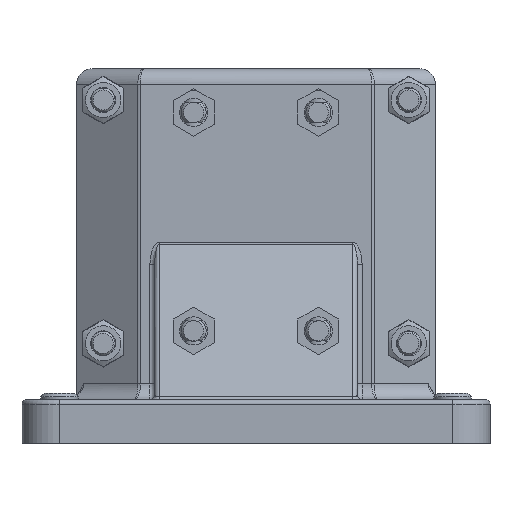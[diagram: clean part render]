
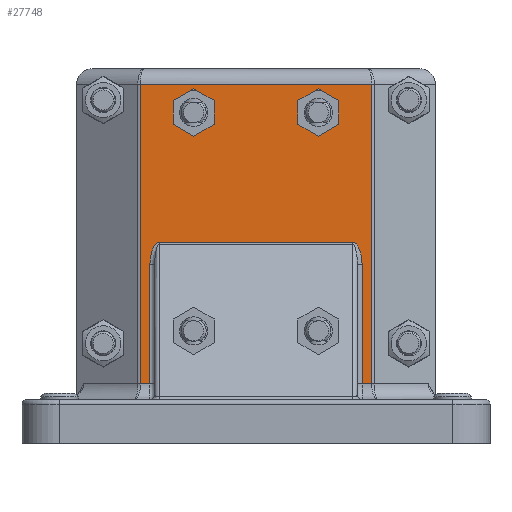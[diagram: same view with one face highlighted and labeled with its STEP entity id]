
A CAD part, front view. The second image highlights one B-rep face of the part: STEP entity #27748.
In plain terms, the highlighted planar face has unit normal (0, -1, 0).
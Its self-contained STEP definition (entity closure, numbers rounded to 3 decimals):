
#27100=CARTESIAN_POINT('',(-31.,-15.5,64.328));
#27101=VERTEX_POINT('',#27100);
#27102=CARTESIAN_POINT('',(-34.0,-15.5,57.15));
#27103=VERTEX_POINT('',#27102);
#27104=CARTESIAN_POINT('',(-31.,-15.5,57.15));
#27105=DIRECTION('',(0.0,-1.0,0.0));
#27106=DIRECTION('',(0.0,0.0,1.0));
#27107=AXIS2_PLACEMENT_3D('',#27104,#27105,#27106);
#27108=ELLIPSE('',#27107,7.179,3.);
#27109=EDGE_CURVE('',#27101,#27103,#27108,.T.);
#27209=CARTESIAN_POINT('',(-34.0,-15.5,19.0));
#27210=VERTEX_POINT('',#27209);
#27227=CARTESIAN_POINT('',(-34.0,-15.5,57.15));
#27228=DIRECTION('',(0.0,0.0,-1.0));
#27229=VECTOR('',#27228,38.15);
#27230=LINE('',#27227,#27229);
#27231=EDGE_CURVE('',#27103,#27210,#27230,.T.);
#27318=CARTESIAN_POINT('',(34.0,-15.5,57.15));
#27319=VERTEX_POINT('',#27318);
#27320=CARTESIAN_POINT('',(31.,-15.5,64.328));
#27321=VERTEX_POINT('',#27320);
#27322=CARTESIAN_POINT('',(31.,-15.5,57.15));
#27323=DIRECTION('',(0.0,-1.0,0.0));
#27324=DIRECTION('',(0.0,0.0,1.0));
#27325=AXIS2_PLACEMENT_3D('',#27322,#27323,#27324);
#27326=ELLIPSE('',#27325,7.179,3.);
#27327=EDGE_CURVE('',#27319,#27321,#27326,.T.);
#27363=CARTESIAN_POINT('',(31.,-15.5,64.328));
#27364=DIRECTION('',(-1.0,0.0,0.0));
#27365=VECTOR('',#27364,62.0);
#27366=LINE('',#27363,#27365);
#27367=EDGE_CURVE('',#27321,#27101,#27366,.T.);
#27482=CARTESIAN_POINT('',(34.0,-15.5,19.0));
#27483=VERTEX_POINT('',#27482);
#27538=CARTESIAN_POINT('',(34.0,-15.5,19.0));
#27539=DIRECTION('',(0.0,0.0,1.0));
#27540=VECTOR('',#27539,38.15);
#27541=LINE('',#27538,#27540);
#27542=EDGE_CURVE('',#27483,#27319,#27541,.T.);
#27598=CARTESIAN_POINT('',(37.5,-15.5,14.));
#27599=DIRECTION('',(0.0,-1.0,0.0));
#27600=DIRECTION('',(0.0,0.0,-1.0));
#27601=AXIS2_PLACEMENT_3D('',#27598,#27599,#27600);
#27602=PLANE('',#27601);
#27603=ORIENTED_EDGE('',*,*,#27231,.F.);
#27604=ORIENTED_EDGE('',*,*,#27109,.F.);
#27605=ORIENTED_EDGE('',*,*,#27367,.F.);
#27606=ORIENTED_EDGE('',*,*,#27327,.F.);
#27607=ORIENTED_EDGE('',*,*,#27542,.F.);
#27608=CARTESIAN_POINT('',(37.027,-15.5,19.0));
#27609=VERTEX_POINT('',#27608);
#27610=CARTESIAN_POINT('',(37.027,-15.5,19.0));
#27611=DIRECTION('',(-1.0,0.0,0.0));
#27612=VECTOR('',#27611,3.027);
#27613=LINE('',#27610,#27612);
#27614=EDGE_CURVE('',#27609,#27483,#27613,.T.);
#27615=ORIENTED_EDGE('',*,*,#27614,.F.);
#27616=CARTESIAN_POINT('',(37.027,-15.5,115.));
#27617=VERTEX_POINT('',#27616);
#27618=CARTESIAN_POINT('',(37.027,-15.5,115.));
#27619=DIRECTION('',(0.0,0.0,-1.0));
#27620=VECTOR('',#27619,96.);
#27621=LINE('',#27618,#27620);
#27622=EDGE_CURVE('',#27617,#27609,#27621,.T.);
#27623=ORIENTED_EDGE('',*,*,#27622,.F.);
#27624=CARTESIAN_POINT('',(-37.027,-15.5,115.));
#27625=VERTEX_POINT('',#27624);
#27626=CARTESIAN_POINT('',(-37.027,-15.5,115.));
#27627=DIRECTION('',(1.0,0.0,0.0));
#27628=VECTOR('',#27627,74.054);
#27629=LINE('',#27626,#27628);
#27630=EDGE_CURVE('',#27625,#27617,#27629,.T.);
#27631=ORIENTED_EDGE('',*,*,#27630,.F.);
#27632=CARTESIAN_POINT('',(-37.027,-15.5,19.0));
#27633=VERTEX_POINT('',#27632);
#27634=CARTESIAN_POINT('',(-37.027,-15.5,19.0));
#27635=DIRECTION('',(0.0,0.0,1.0));
#27636=VECTOR('',#27635,96.);
#27637=LINE('',#27634,#27636);
#27638=EDGE_CURVE('',#27633,#27625,#27637,.T.);
#27639=ORIENTED_EDGE('',*,*,#27638,.F.);
#27640=CARTESIAN_POINT('',(-34.0,-15.5,19.0));
#27641=DIRECTION('',(-1.0,0.0,0.0));
#27642=VECTOR('',#27641,3.027);
#27643=LINE('',#27640,#27642);
#27644=EDGE_CURVE('',#27210,#27633,#27643,.T.);
#27645=ORIENTED_EDGE('',*,*,#27644,.F.);
#27646=EDGE_LOOP('',(#27603,#27604,#27605,#27606,#27607,#27615,#27623,#27631,#27639,#27645));
#27647=FACE_OUTER_BOUND('',#27646,.T.);
#27648=CARTESIAN_POINT('',(-26.6,-15.5,109.811));
#27649=VERTEX_POINT('',#27648);
#27650=CARTESIAN_POINT('',(-20.,-15.5,113.621));
#27651=VERTEX_POINT('',#27650);
#27652=CARTESIAN_POINT('',(-26.6,-15.5,109.811));
#27653=DIRECTION('',(0.866,0.0,0.5));
#27654=VECTOR('',#27653,7.621);
#27655=LINE('',#27652,#27654);
#27656=EDGE_CURVE('',#27649,#27651,#27655,.T.);
#27657=ORIENTED_EDGE('',*,*,#27656,.T.);
#27658=CARTESIAN_POINT('',(-13.4,-15.5,109.811));
#27659=VERTEX_POINT('',#27658);
#27660=CARTESIAN_POINT('',(-20.,-15.5,113.621));
#27661=DIRECTION('',(0.866,0.0,-0.5));
#27662=VECTOR('',#27661,7.621);
#27663=LINE('',#27660,#27662);
#27664=EDGE_CURVE('',#27651,#27659,#27663,.T.);
#27665=ORIENTED_EDGE('',*,*,#27664,.T.);
#27666=CARTESIAN_POINT('',(-13.4,-15.5,102.189));
#27667=VERTEX_POINT('',#27666);
#27668=CARTESIAN_POINT('',(-13.4,-15.5,109.811));
#27669=DIRECTION('',(0.0,0.0,-1.0));
#27670=VECTOR('',#27669,7.621);
#27671=LINE('',#27668,#27670);
#27672=EDGE_CURVE('',#27659,#27667,#27671,.T.);
#27673=ORIENTED_EDGE('',*,*,#27672,.T.);
#27674=CARTESIAN_POINT('',(-20.,-15.5,98.379));
#27675=VERTEX_POINT('',#27674);
#27676=CARTESIAN_POINT('',(-13.4,-15.5,102.189));
#27677=DIRECTION('',(-0.866,0.0,-0.5));
#27678=VECTOR('',#27677,7.621);
#27679=LINE('',#27676,#27678);
#27680=EDGE_CURVE('',#27667,#27675,#27679,.T.);
#27681=ORIENTED_EDGE('',*,*,#27680,.T.);
#27682=CARTESIAN_POINT('',(-26.6,-15.5,102.189));
#27683=VERTEX_POINT('',#27682);
#27684=CARTESIAN_POINT('',(-20.,-15.5,98.379));
#27685=DIRECTION('',(-0.866,0.0,0.5));
#27686=VECTOR('',#27685,7.621);
#27687=LINE('',#27684,#27686);
#27688=EDGE_CURVE('',#27675,#27683,#27687,.T.);
#27689=ORIENTED_EDGE('',*,*,#27688,.T.);
#27690=CARTESIAN_POINT('',(-26.6,-15.5,102.189));
#27691=DIRECTION('',(0.0,0.0,1.0));
#27692=VECTOR('',#27691,7.621);
#27693=LINE('',#27690,#27692);
#27694=EDGE_CURVE('',#27683,#27649,#27693,.T.);
#27695=ORIENTED_EDGE('',*,*,#27694,.T.);
#27696=EDGE_LOOP('',(#27657,#27665,#27673,#27681,#27689,#27695));
#27697=FACE_BOUND('',#27696,.T.);
#27698=CARTESIAN_POINT('',(13.4,-15.5,109.811));
#27699=VERTEX_POINT('',#27698);
#27700=CARTESIAN_POINT('',(20.,-15.5,113.621));
#27701=VERTEX_POINT('',#27700);
#27702=CARTESIAN_POINT('',(13.4,-15.5,109.811));
#27703=DIRECTION('',(0.866,0.0,0.5));
#27704=VECTOR('',#27703,7.621);
#27705=LINE('',#27702,#27704);
#27706=EDGE_CURVE('',#27699,#27701,#27705,.T.);
#27707=ORIENTED_EDGE('',*,*,#27706,.T.);
#27708=CARTESIAN_POINT('',(26.6,-15.5,109.811));
#27709=VERTEX_POINT('',#27708);
#27710=CARTESIAN_POINT('',(20.,-15.5,113.621));
#27711=DIRECTION('',(0.866,0.0,-0.5));
#27712=VECTOR('',#27711,7.621);
#27713=LINE('',#27710,#27712);
#27714=EDGE_CURVE('',#27701,#27709,#27713,.T.);
#27715=ORIENTED_EDGE('',*,*,#27714,.T.);
#27716=CARTESIAN_POINT('',(26.6,-15.5,102.189));
#27717=VERTEX_POINT('',#27716);
#27718=CARTESIAN_POINT('',(26.6,-15.5,109.811));
#27719=DIRECTION('',(0.0,0.0,-1.0));
#27720=VECTOR('',#27719,7.621);
#27721=LINE('',#27718,#27720);
#27722=EDGE_CURVE('',#27709,#27717,#27721,.T.);
#27723=ORIENTED_EDGE('',*,*,#27722,.T.);
#27724=CARTESIAN_POINT('',(20.,-15.5,98.379));
#27725=VERTEX_POINT('',#27724);
#27726=CARTESIAN_POINT('',(26.6,-15.5,102.189));
#27727=DIRECTION('',(-0.866,0.0,-0.5));
#27728=VECTOR('',#27727,7.621);
#27729=LINE('',#27726,#27728);
#27730=EDGE_CURVE('',#27717,#27725,#27729,.T.);
#27731=ORIENTED_EDGE('',*,*,#27730,.T.);
#27732=CARTESIAN_POINT('',(13.4,-15.5,102.189));
#27733=VERTEX_POINT('',#27732);
#27734=CARTESIAN_POINT('',(20.,-15.5,98.379));
#27735=DIRECTION('',(-0.866,0.0,0.5));
#27736=VECTOR('',#27735,7.621);
#27737=LINE('',#27734,#27736);
#27738=EDGE_CURVE('',#27725,#27733,#27737,.T.);
#27739=ORIENTED_EDGE('',*,*,#27738,.T.);
#27740=CARTESIAN_POINT('',(13.4,-15.5,102.189));
#27741=DIRECTION('',(0.0,0.0,1.0));
#27742=VECTOR('',#27741,7.621);
#27743=LINE('',#27740,#27742);
#27744=EDGE_CURVE('',#27733,#27699,#27743,.T.);
#27745=ORIENTED_EDGE('',*,*,#27744,.T.);
#27746=EDGE_LOOP('',(#27707,#27715,#27723,#27731,#27739,#27745));
#27747=FACE_BOUND('',#27746,.T.);
#27748=ADVANCED_FACE('',(#27647,#27697,#27747),#27602,.T.);
